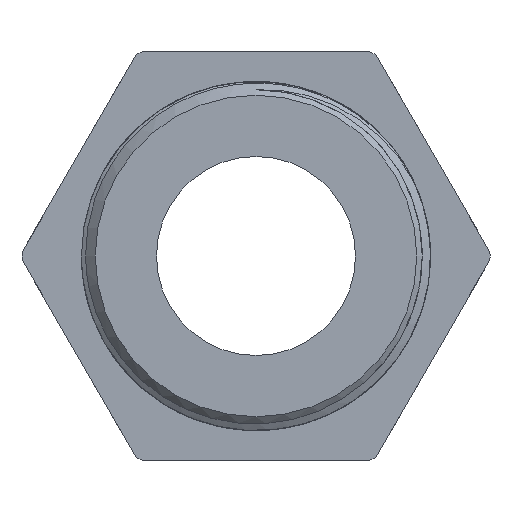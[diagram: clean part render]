
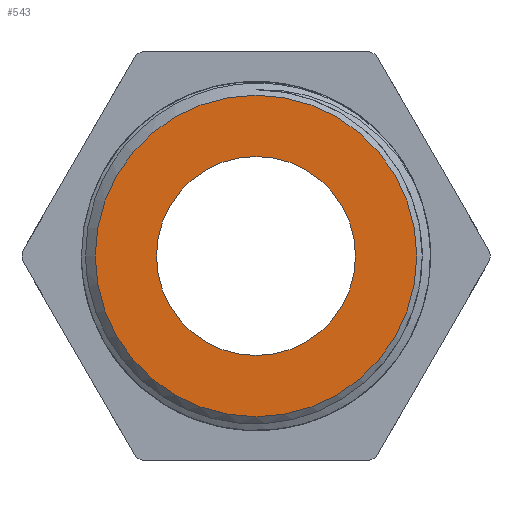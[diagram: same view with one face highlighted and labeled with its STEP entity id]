
A CAD part, left-side view. The second image highlights one B-rep face of the part: STEP entity #543.
In plain terms, the highlighted planar face has unit normal (-1, 0, 0).
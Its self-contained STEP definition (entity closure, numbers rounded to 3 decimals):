
#73=PLANE('',#611);
#97=FACE_BOUND('',#173,.T.);
#131=FACE_OUTER_BOUND('',#172,.T.);
#172=EDGE_LOOP('',(#499));
#173=EDGE_LOOP('',(#500));
#176=CIRCLE('',#555,14.739);
#202=CIRCLE('',#610,9.12);
#223=VERTEX_POINT('',#804);
#269=VERTEX_POINT('',#4821);
#274=EDGE_CURVE('',#223,#223,#176,.T.);
#346=EDGE_CURVE('',#269,#269,#202,.T.);
#499=ORIENTED_EDGE('',*,*,#274,.T.);
#500=ORIENTED_EDGE('',*,*,#346,.T.);
#543=ADVANCED_FACE('',(#131,#97),#73,.T.);
#555=AXIS2_PLACEMENT_3D('',#805,#620,#621);
#610=AXIS2_PLACEMENT_3D('',#4822,#748,#749);
#611=AXIS2_PLACEMENT_3D('',#4823,#750,#751);
#620=DIRECTION('center_axis',(-1.,0.,0.));
#621=DIRECTION('ref_axis',(0.,1.,0.));
#748=DIRECTION('center_axis',(1.,0.,0.));
#749=DIRECTION('ref_axis',(0.,0.,-1.));
#750=DIRECTION('center_axis',(-1.,0.,0.));
#751=DIRECTION('ref_axis',(0.,0.,1.));
#804=CARTESIAN_POINT('',(-19.,14.739,0.));
#805=CARTESIAN_POINT('Origin',(-19.,0.,0.));
#4821=CARTESIAN_POINT('',(-19.,9.12,0.));
#4822=CARTESIAN_POINT('Origin',(-19.,0.,0.));
#4823=CARTESIAN_POINT('Origin',(-19.,10.435,0.));
